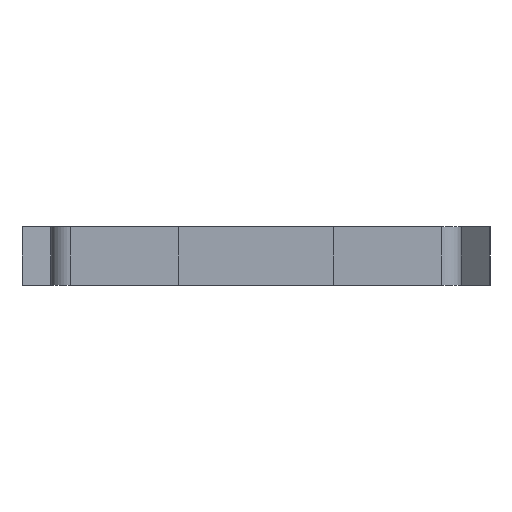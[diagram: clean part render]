
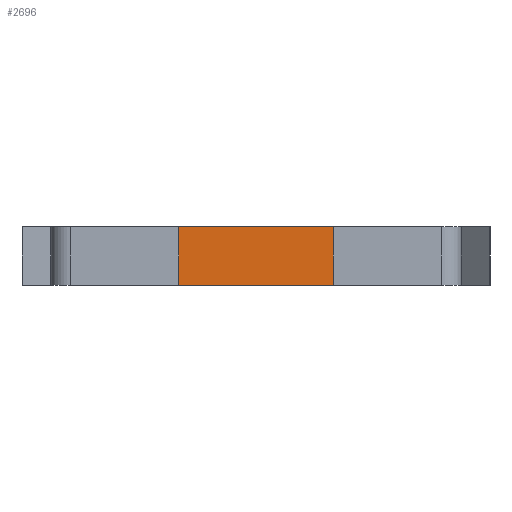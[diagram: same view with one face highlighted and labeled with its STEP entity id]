
A CAD part, left-side view. The second image highlights one B-rep face of the part: STEP entity #2696.
In plain terms, the highlighted planar face has unit normal (-1, 0, 0).
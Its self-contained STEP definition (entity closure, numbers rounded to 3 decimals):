
#126 = AXIS2_PLACEMENT_3D ( 'NONE', #4474, #2454, #3263 ) ;
#145 = VERTEX_POINT ( 'NONE', #4768 ) ;
#385 = EDGE_CURVE ( 'NONE', #145, #1409, #4379, .T. ) ;
#474 = DIRECTION ( 'NONE',  ( 0., 0., -1. ) ) ;
#572 = EDGE_CURVE ( 'NONE', #1043, #1409, #2101, .T. ) ;
#857 = VECTOR ( 'NONE', #4404, 1000. ) ;
#874 = PLANE ( 'NONE',  #126 ) ;
#998 = ORIENTED_EDGE ( 'NONE', *, *, #385, .F. ) ;
#1043 = VERTEX_POINT ( 'NONE', #4047 ) ;
#1224 = VECTOR ( 'NONE', #474, 1000. ) ;
#1250 = EDGE_LOOP ( 'NONE', ( #4293, #998, #3223, #1536 ) ) ;
#1251 = EDGE_CURVE ( 'NONE', #1308, #145, #2244, .T. ) ;
#1268 = CARTESIAN_POINT ( 'NONE',  ( -24.25, 8., 6.1 ) ) ;
#1308 = VERTEX_POINT ( 'NONE', #5122 ) ;
#1343 = CARTESIAN_POINT ( 'NONE',  ( -24.25, 8., 0. ) ) ;
#1409 = VERTEX_POINT ( 'NONE', #4787 ) ;
#1536 = ORIENTED_EDGE ( 'NONE', *, *, #1803, .T. ) ;
#1803 = EDGE_CURVE ( 'NONE', #1308, #1043, #3320, .T. ) ;
#2101 = LINE ( 'NONE', #1343, #3103 ) ;
#2179 = DIRECTION ( 'NONE',  ( 0., -1., 0. ) ) ;
#2244 = LINE ( 'NONE', #2546, #3453 ) ;
#2454 = DIRECTION ( 'NONE',  ( 1., 0., 0. ) ) ;
#2546 = CARTESIAN_POINT ( 'NONE',  ( -24.25, 8., 6.1 ) ) ;
#2696 = ADVANCED_FACE ( 'NONE', ( #4078 ), #874, .F. ) ;
#3103 = VECTOR ( 'NONE', #2179, 1000. ) ;
#3223 = ORIENTED_EDGE ( 'NONE', *, *, #1251, .F. ) ;
#3263 = DIRECTION ( 'NONE',  ( 0., 0., -1. ) ) ;
#3320 = LINE ( 'NONE', #1268, #1224 ) ;
#3453 = VECTOR ( 'NONE', #3791, 1000. ) ;
#3791 = DIRECTION ( 'NONE',  ( 0., -1., 0. ) ) ;
#4047 = CARTESIAN_POINT ( 'NONE',  ( -24.25, 8., 0. ) ) ;
#4078 = FACE_OUTER_BOUND ( 'NONE', #1250, .T. ) ;
#4293 = ORIENTED_EDGE ( 'NONE', *, *, #572, .T. ) ;
#4379 = LINE ( 'NONE', #5146, #857 ) ;
#4404 = DIRECTION ( 'NONE',  ( 0., 0., -1. ) ) ;
#4474 = CARTESIAN_POINT ( 'NONE',  ( -24.25, 8., 6.1 ) ) ;
#4768 = CARTESIAN_POINT ( 'NONE',  ( -24.25, -8., 6.1 ) ) ;
#4787 = CARTESIAN_POINT ( 'NONE',  ( -24.25, -8., 0. ) ) ;
#5122 = CARTESIAN_POINT ( 'NONE',  ( -24.25, 8., 6.1 ) ) ;
#5146 = CARTESIAN_POINT ( 'NONE',  ( -24.25, -8., 6.1 ) ) ;
